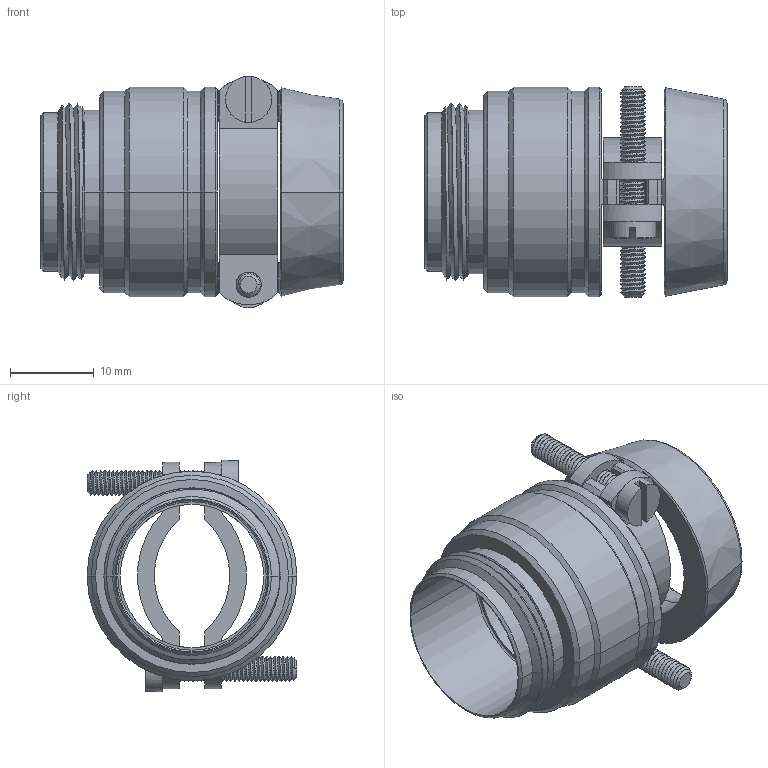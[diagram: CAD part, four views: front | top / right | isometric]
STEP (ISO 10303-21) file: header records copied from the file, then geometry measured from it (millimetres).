
FILE_DESCRIPTION((''),'2;1');
FILE_NAME('13302DS2','2021-12-27T09:36:37',('cgregory'),('NET AG system integration'),'CREO PARAMETRIC BY PTC INC, 2019292','CREO PARAMETRIC BY PTC INC, 2019292','');
FILE_SCHEMA(('AUTOMOTIVE_DESIGN { 1 0 10303 214 1 1 1 1 }'));
Length unit declared in the file: millimetre
Products named in the file (1): 13302DS2
Bounding box: 36 x 25 x 27.6 mm (x, y, z)
Volume: 5903.7 mm3; surface area: 6176.3 mm2
Topology: 1 solids, 1 shells, 307 faces, 827 edges, 520 vertices
Faces by surface type: cylinder 166, plane 58, cone 38, bspline 35, torus 10
Entity records: 22982 total; most frequent: CARTESIAN_POINT 14210, ORIENTED_EDGE 1654, DIRECTION 1234, EDGE_CURVE 827, VERTEX_POINT 520, AXIS2_PLACEMENT_3D 463, B_SPLINE_CURVE_WITH_KNOTS 341, EDGE_LOOP 319
